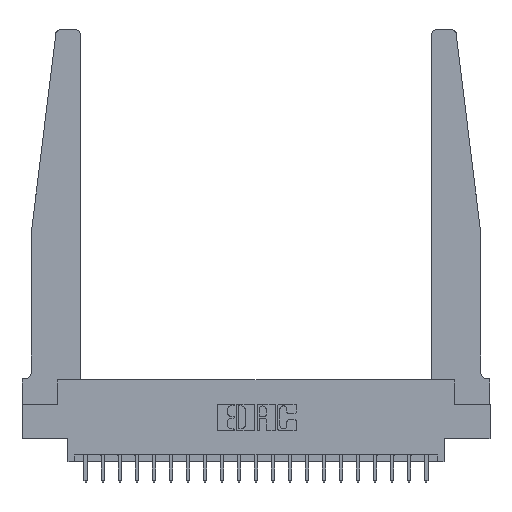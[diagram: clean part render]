
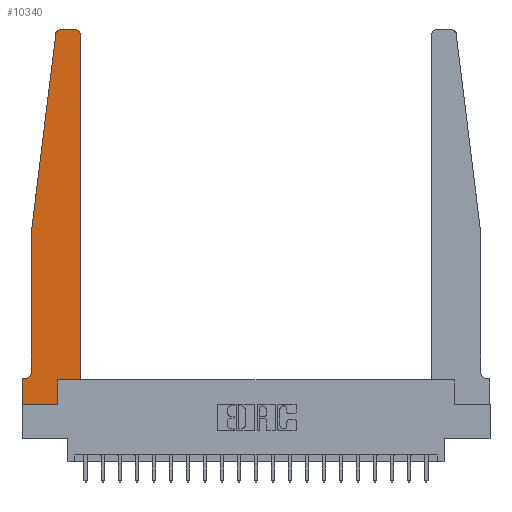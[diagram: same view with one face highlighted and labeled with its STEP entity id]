
A CAD part, top view. The second image highlights one B-rep face of the part: STEP entity #10340.
In plain terms, the highlighted planar face has unit normal (0, 0, 1).
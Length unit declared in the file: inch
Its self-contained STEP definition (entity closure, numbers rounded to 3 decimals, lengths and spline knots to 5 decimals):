
#207 = VECTOR ( 'NONE', #20056, 39.37008 ) ;
#450 = DIRECTION ( 'NONE',  ( 0., 0., -1. ) ) ;
#744 = DIRECTION ( 'NONE',  ( 0., 0., 1. ) ) ;
#770 = CARTESIAN_POINT ( 'NONE',  ( 0.2605, 0., 0.37 ) ) ;
#879 = VERTEX_POINT ( 'NONE', #9557 ) ;
#1060 = ORIENTED_EDGE ( 'NONE', *, *, #15632, .T. ) ;
#1120 = VERTEX_POINT ( 'NONE', #14358 ) ;
#1352 = CARTESIAN_POINT ( 'NONE',  ( 0., 0.1875, 0.37 ) ) ;
#1640 = VERTEX_POINT ( 'NONE', #18699 ) ;
#1954 = LINE ( 'NONE', #14308, #9172 ) ;
#1965 = EDGE_CURVE ( 'NONE', #13087, #879, #11793, .T. ) ;
#1994 = CARTESIAN_POINT ( 'NONE',  ( 0.27653, 2.72, 0.37 ) ) ;
#2149 = VECTOR ( 'NONE', #5609, 39.37008 ) ;
#2649 = EDGE_CURVE ( 'NONE', #20302, #7072, #7541, .T. ) ;
#2795 = CARTESIAN_POINT ( 'NONE',  ( 0.425, 0.18, 0.37 ) ) ;
#2961 = VECTOR ( 'NONE', #21404, 39.37008 ) ;
#3539 = DIRECTION ( 'NONE',  ( 0., 0., 1. ) ) ;
#3577 = CARTESIAN_POINT ( 'NONE',  ( 0., 0., 0.37 ) ) ;
#3786 = ORIENTED_EDGE ( 'NONE', *, *, #8183, .T. ) ;
#4080 = ORIENTED_EDGE ( 'NONE', *, *, #10025, .T. ) ;
#4206 = ORIENTED_EDGE ( 'NONE', *, *, #16283, .T. ) ;
#4844 = PLANE ( 'NONE',  #6618 ) ;
#5295 = DIRECTION ( 'NONE',  ( 1., 0., 0. ) ) ;
#5355 = DIRECTION ( 'NONE',  ( 0., 1., 0. ) ) ;
#5379 = LINE ( 'NONE', #20435, #6561 ) ;
#5423 = EDGE_CURVE ( 'NONE', #7622, #1120, #20005, .T. ) ;
#5609 = DIRECTION ( 'NONE',  ( -1., 0., 0. ) ) ;
#6113 = CARTESIAN_POINT ( 'NONE',  ( 0.425, 2.72, 0.37 ) ) ;
#6291 = FACE_OUTER_BOUND ( 'NONE', #8604, .T. ) ;
#6561 = VECTOR ( 'NONE', #11815, 39.37008 ) ;
#6566 = VECTOR ( 'NONE', #9833, 39.37008 ) ;
#6610 = EDGE_CURVE ( 'NONE', #20784, #21570, #14499, .T. ) ;
#6618 = AXIS2_PLACEMENT_3D ( 'NONE', #11290, #17917, #21684 ) ;
#6734 = VERTEX_POINT ( 'NONE', #9837 ) ;
#7035 = CARTESIAN_POINT ( 'NONE',  ( 0.065, 0.2375, 0.37 ) ) ;
#7072 = VERTEX_POINT ( 'NONE', #7602 ) ;
#7541 = CIRCLE ( 'NONE', #16721, 0.05 ) ;
#7602 = CARTESIAN_POINT ( 'NONE',  ( 0.015, 0.1875, 0.37 ) ) ;
#7622 = VERTEX_POINT ( 'NONE', #1352 ) ;
#7628 = DIRECTION ( 'NONE',  ( 1., 0., 0. ) ) ;
#7691 = LINE ( 'NONE', #2795, #2961 ) ;
#8183 = EDGE_CURVE ( 'NONE', #21570, #6734, #17151, .T. ) ;
#8226 = LINE ( 'NONE', #13306, #207 ) ;
#8604 = EDGE_LOOP ( 'NONE', ( #3786, #4080, #11785, #4206, #8768, #13595, #15614, #10433, #11384, #1060, #20574, #15285 ) ) ;
#8768 = ORIENTED_EDGE ( 'NONE', *, *, #2649, .T. ) ;
#9172 = VECTOR ( 'NONE', #9454, 39.37008 ) ;
#9379 = AXIS2_PLACEMENT_3D ( 'NONE', #1994, #3539, #20591 ) ;
#9454 = DIRECTION ( 'NONE',  ( 0., -1., 0. ) ) ;
#9557 = CARTESIAN_POINT ( 'NONE',  ( 0.2605, 0.18, 0.37 ) ) ;
#9833 = DIRECTION ( 'NONE',  ( 0., -1., 0. ) ) ;
#9837 = CARTESIAN_POINT ( 'NONE',  ( 0.27653, 2.75, 0.37 ) ) ;
#9863 = EDGE_CURVE ( 'NONE', #13055, #20784, #7691, .T. ) ;
#9969 = VECTOR ( 'NONE', #11670, 39.37008 ) ;
#10025 = EDGE_CURVE ( 'NONE', #6734, #15028, #14653, .T. ) ;
#10340 = ADVANCED_FACE ( 'NONE', ( #6291 ), #4844, .T. ) ;
#10433 = ORIENTED_EDGE ( 'NONE', *, *, #11314, .T. ) ;
#10563 = CARTESIAN_POINT ( 'NONE',  ( 0.24675, 2.72367, 0.37 ) ) ;
#10926 = CARTESIAN_POINT ( 'NONE',  ( 0.395, 2.75, 0.37 ) ) ;
#11290 = CARTESIAN_POINT ( 'NONE',  ( 0., 0.1875, 0.37 ) ) ;
#11314 = EDGE_CURVE ( 'NONE', #1120, #13087, #15317, .T. ) ;
#11384 = ORIENTED_EDGE ( 'NONE', *, *, #1965, .T. ) ;
#11670 = DIRECTION ( 'NONE',  ( 1., 0., 0. ) ) ;
#11785 = ORIENTED_EDGE ( 'NONE', *, *, #12164, .T. ) ;
#11793 = LINE ( 'NONE', #17218, #12090 ) ;
#11815 = DIRECTION ( 'NONE',  ( -0.122, -0.992, 0. ) ) ;
#12090 = VECTOR ( 'NONE', #5355, 39.37008 ) ;
#12164 = EDGE_CURVE ( 'NONE', #15028, #1640, #5379, .T. ) ;
#13032 = CARTESIAN_POINT ( 'NONE',  ( 0., 0., 0.37 ) ) ;
#13048 = EDGE_CURVE ( 'NONE', #7072, #7622, #8226, .T. ) ;
#13055 = VERTEX_POINT ( 'NONE', #15513 ) ;
#13087 = VERTEX_POINT ( 'NONE', #770 ) ;
#13306 = CARTESIAN_POINT ( 'NONE',  ( 0.065, 0.1875, 0.37 ) ) ;
#13595 = ORIENTED_EDGE ( 'NONE', *, *, #13048, .T. ) ;
#13910 = CARTESIAN_POINT ( 'NONE',  ( 0.25, 2.75, 0.37 ) ) ;
#14308 = CARTESIAN_POINT ( 'NONE',  ( 0.065, 1.25, 0.37 ) ) ;
#14358 = CARTESIAN_POINT ( 'NONE',  ( 0., 0., 0.37 ) ) ;
#14469 = CARTESIAN_POINT ( 'NONE',  ( 0.395, 2.72, 0.37 ) ) ;
#14499 = CIRCLE ( 'NONE', #18049, 0.03 ) ;
#14653 = CIRCLE ( 'NONE', #9379, 0.03 ) ;
#15028 = VERTEX_POINT ( 'NONE', #10563 ) ;
#15285 = ORIENTED_EDGE ( 'NONE', *, *, #6610, .T. ) ;
#15317 = LINE ( 'NONE', #3577, #9969 ) ;
#15513 = CARTESIAN_POINT ( 'NONE',  ( 0.425, 0.18, 0.37 ) ) ;
#15614 = ORIENTED_EDGE ( 'NONE', *, *, #5423, .T. ) ;
#15624 = CARTESIAN_POINT ( 'NONE',  ( 0.015, 0.2375, 0.37 ) ) ;
#15632 = EDGE_CURVE ( 'NONE', #879, #13055, #19492, .T. ) ;
#15738 = DIRECTION ( 'NONE',  ( -1., 0., 0. ) ) ;
#16283 = EDGE_CURVE ( 'NONE', #1640, #20302, #1954, .T. ) ;
#16721 = AXIS2_PLACEMENT_3D ( 'NONE', #15624, #450, #15738 ) ;
#17151 = LINE ( 'NONE', #13910, #2149 ) ;
#17218 = CARTESIAN_POINT ( 'NONE',  ( 0.2605, 0.18, 0.37 ) ) ;
#17917 = DIRECTION ( 'NONE',  ( 0., 0., 1. ) ) ;
#18049 = AXIS2_PLACEMENT_3D ( 'NONE', #14469, #744, #7628 ) ;
#18699 = CARTESIAN_POINT ( 'NONE',  ( 0.065, 1.25, 0.37 ) ) ;
#19492 = LINE ( 'NONE', #21253, #21522 ) ;
#20005 = LINE ( 'NONE', #13032, #6566 ) ;
#20056 = DIRECTION ( 'NONE',  ( -1., 0., 0. ) ) ;
#20302 = VERTEX_POINT ( 'NONE', #7035 ) ;
#20435 = CARTESIAN_POINT ( 'NONE',  ( 0.065, 1.25, 0.37 ) ) ;
#20574 = ORIENTED_EDGE ( 'NONE', *, *, #9863, .T. ) ;
#20591 = DIRECTION ( 'NONE',  ( 1., 0., 0. ) ) ;
#20784 = VERTEX_POINT ( 'NONE', #6113 ) ;
#21253 = CARTESIAN_POINT ( 'NONE',  ( 0.425, 0.18, 0.37 ) ) ;
#21404 = DIRECTION ( 'NONE',  ( 0., 1., 0. ) ) ;
#21522 = VECTOR ( 'NONE', #5295, 39.37008 ) ;
#21570 = VERTEX_POINT ( 'NONE', #10926 ) ;
#21684 = DIRECTION ( 'NONE',  ( 1., 0., 0. ) ) ;
